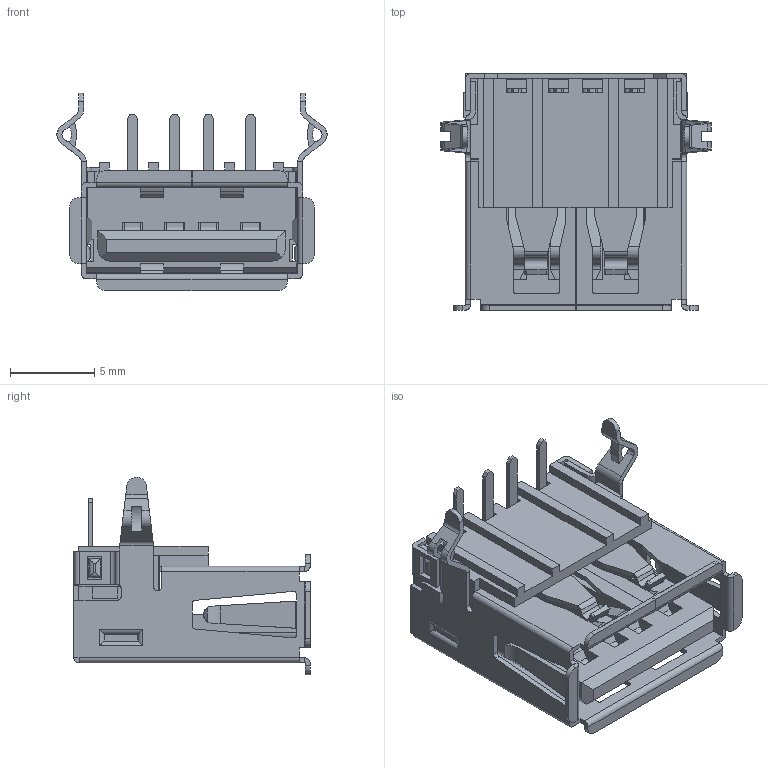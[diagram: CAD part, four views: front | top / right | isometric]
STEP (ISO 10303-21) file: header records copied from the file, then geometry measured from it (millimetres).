
FILE_DESCRIPTION (( 'STEP AP214' ), '1' );
FILE_NAME ('SS-52100-001.STEP', '2021-06-09T07:33:24', ( '' ), ( '' ), 'SwSTEP 2.0', 'SolidWorks 2018', '' );
FILE_SCHEMA (( 'AUTOMOTIVE_DESIGN' ));
Length unit declared in the file: millimetre
Products named in the file (2): SS-52100-001
Bounding box: 16 x 14 x 11.7 mm (x, y, z)
Volume: 563.3 mm3; surface area: 2141.4 mm2
Topology: 6 solids, 6 shells, 765 faces, 2173 edges, 1407 vertices
Faces by surface type: plane 492, cylinder 273
Entity records: 33162 total; most frequent: CARTESIAN_POINT 4690, ORIENTED_EDGE 4346, DIRECTION 4041, EDGE_CURVE 2173, LINE 1637, VECTOR 1637, VERTEX_POINT 1407, AXIS2_PLACEMENT_3D 1202
